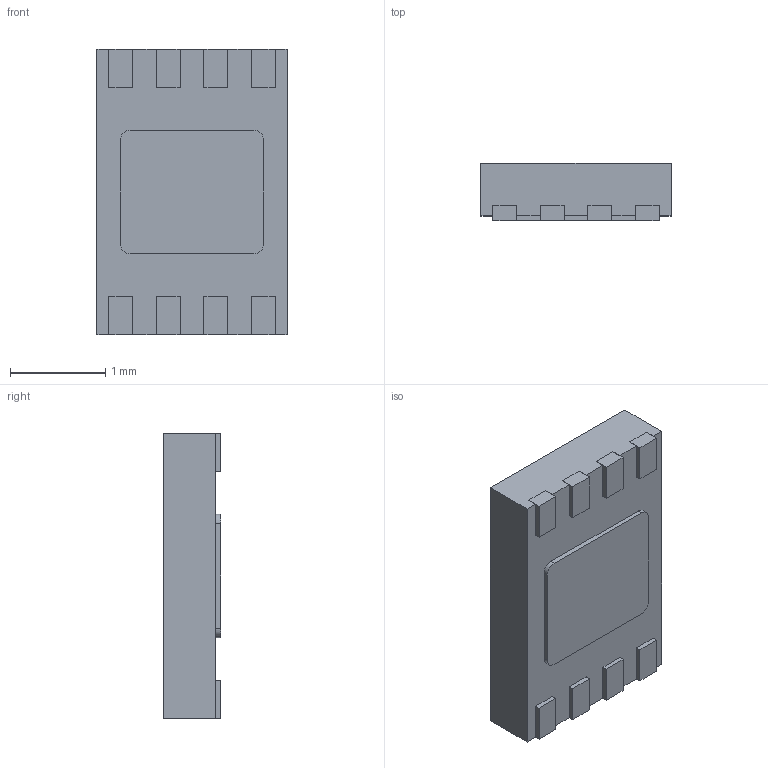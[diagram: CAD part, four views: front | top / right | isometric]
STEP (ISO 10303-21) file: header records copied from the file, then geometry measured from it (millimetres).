
FILE_DESCRIPTION (( 'STEP AP214' ), '1' );
FILE_NAME ('ATTPM20P-G3MA1-10-B.STEP', '2020-08-19T03:02:31', ( '' ), ( '' ), 'SwSTEP 2.0', 'SolidWorks 2017', '' );
FILE_SCHEMA (( 'AUTOMOTIVE_DESIGN' ));
Length unit declared in the file: millimetre
Products named in the file (1): ATTPM20P-G3MA1-10-B
Bounding box: 2 x 0.6 x 3 mm (x, y, z)
Volume: 3.4 mm3; surface area: 26.8 mm2
Topology: 11 solids, 11 shells, 112 faces, 264 edges, 176 vertices
Faces by surface type: plane 100, cylinder 12
Entity records: 3890 total; most frequent: CARTESIAN_POINT 553, ORIENTED_EDGE 528, DIRECTION 514, EDGE_CURVE 264, VECTOR 240, LINE 240, VERTEX_POINT 176, AXIS2_PLACEMENT_3D 137
